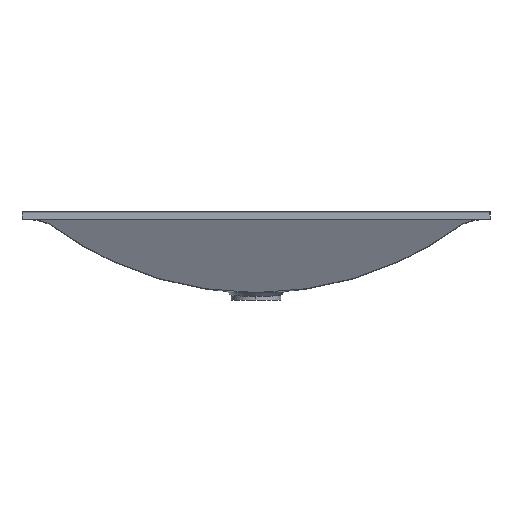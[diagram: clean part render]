
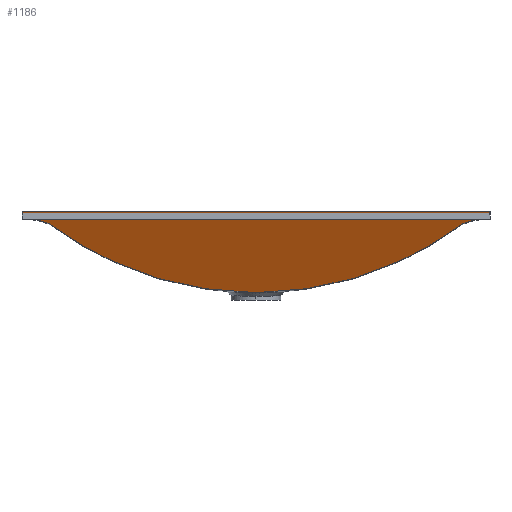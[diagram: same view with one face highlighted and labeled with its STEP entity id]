
A CAD part, top view. The second image highlights one B-rep face of the part: STEP entity #1186.
In plain terms, the highlighted planar face has unit normal (0, -0.447, 0.894).
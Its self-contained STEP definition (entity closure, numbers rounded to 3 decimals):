
#22 =( BOUNDED_CURVE ( )  B_SPLINE_CURVE ( 3, ( #2932, #39, #185, #111 ),
 .UNSPECIFIED., .F., .T. ) 
 B_SPLINE_CURVE_WITH_KNOTS ( ( 4, 4 ),
 ( 2.514, 3.142 ),
 .UNSPECIFIED. ) 
 CURVE ( )  GEOMETRIC_REPRESENTATION_ITEM ( )  RATIONAL_B_SPLINE_CURVE ( ( 1., 0.967, 0.967, 1. ) ) 
 REPRESENTATION_ITEM ( '' )  );
#39 = CARTESIAN_POINT ( 'NONE',  ( -270.879, -13.818, 181.771 ) ) ;
#70 = DIRECTION ( 'NONE',  ( 1., 0., 0. ) ) ;
#91 = EDGE_CURVE ( 'NONE', #2658, #1335, #22, .T. ) ;
#111 = CARTESIAN_POINT ( 'NONE',  ( -295., -10., 183.68 ) ) ;
#116 = EDGE_CURVE ( 'NONE', #682, #1418, #1398, .T. ) ;
#185 = CARTESIAN_POINT ( 'NONE',  ( -282.637, -10., 183.68 ) ) ;
#208 = VERTEX_POINT ( 'NONE', #405 ) ;
#246 = EDGE_CURVE ( 'NONE', #208, #2828, #3203, .T. ) ;
#337 = EDGE_CURVE ( 'NONE', #208, #1802, #3234, .T. ) ;
#405 = CARTESIAN_POINT ( 'NONE',  ( 305., 0., 188.68 ) ) ;
#522 = CARTESIAN_POINT ( 'NONE',  ( 260.875, -21.08, 178.14 ) ) ;
#563 = CARTESIAN_POINT ( 'NONE',  ( -97.607, -104.489, 136.436 ) ) ;
#618 = CARTESIAN_POINT ( 'NONE',  ( -4.818, -105., 136.18 ) ) ;
#654 = EDGE_CURVE ( 'NONE', #1793, #1335, #2166, .T. ) ;
#682 = VERTEX_POINT ( 'NONE', #1198 ) ;
#741 = CARTESIAN_POINT ( 'NONE',  ( -305., 0., 188.68 ) ) ;
#785 = CARTESIAN_POINT ( 'NONE',  ( -295., -10., 183.68 ) ) ;
#816 = CARTESIAN_POINT ( 'NONE',  ( -185.783, -75.59, 150.885 ) ) ;
#825 = CARTESIAN_POINT ( 'NONE',  ( -260.875, -21.08, 178.14 ) ) ;
#861 = ORIENTED_EDGE ( 'NONE', *, *, #2392, .T. ) ;
#992 = FACE_OUTER_BOUND ( 'NONE', #3048, .T. ) ;
#1052 = EDGE_CURVE ( 'NONE', #1418, #2658, #2578, .T. ) ;
#1093 = DIRECTION ( 'NONE',  ( 0., -0.894, -0.447 ) ) ;
#1100 = EDGE_CURVE ( 'NONE', #2137, #2576, #3185, .T. ) ;
#1106 = LINE ( 'NONE', #1788, #1252 ) ;
#1186 = ADVANCED_FACE ( 'NONE', ( #992 ), #3041, .F. ) ;
#1198 = CARTESIAN_POINT ( 'NONE',  ( 4.818, -105., 136.18 ) ) ;
#1235 = AXIS2_PLACEMENT_3D ( 'NONE', #3057, #3141, #3281 ) ;
#1237 = CARTESIAN_POINT ( 'NONE',  ( 295., -105., 136.18 ) ) ;
#1245 = DIRECTION ( 'NONE',  ( -1., 0., 0. ) ) ;
#1252 = VECTOR ( 'NONE', #1779, 1000. ) ;
#1289 = CARTESIAN_POINT ( 'NONE',  ( 305., 0., 188.68 ) ) ;
#1313 = ORIENTED_EDGE ( 'NONE', *, *, #91, .F. ) ;
#1335 = VERTEX_POINT ( 'NONE', #785 ) ;
#1398 = LINE ( 'NONE', #1237, #1564 ) ;
#1418 = VERTEX_POINT ( 'NONE', #3140 ) ;
#1516 = CARTESIAN_POINT ( 'NONE',  ( -260.875, -21.08, 178.14 ) ) ;
#1564 = VECTOR ( 'NONE', #1245, 1000. ) ;
#1648 = ORIENTED_EDGE ( 'NONE', *, *, #246, .T. ) ;
#1683 = CARTESIAN_POINT ( 'NONE',  ( -295., 0., 188.68 ) ) ;
#1779 = DIRECTION ( 'NONE',  ( 0., -0.894, -0.447 ) ) ;
#1788 = CARTESIAN_POINT ( 'NONE',  ( -305., 0., 188.68 ) ) ;
#1793 = VERTEX_POINT ( 'NONE', #3118 ) ;
#1802 = VERTEX_POINT ( 'NONE', #1867 ) ;
#1848 = ORIENTED_EDGE ( 'NONE', *, *, #116, .F. ) ;
#1867 = CARTESIAN_POINT ( 'NONE',  ( 305., -10., 183.68 ) ) ;
#1914 =( BOUNDED_CURVE ( )  B_SPLINE_CURVE ( 3, ( #2590, #2405, #2337, #2328 ),
 .UNSPECIFIED., .F., .F. ) 
 B_SPLINE_CURVE_WITH_KNOTS ( ( 4, 4 ),
 ( 0.006, 0.628 ),
 .UNSPECIFIED. ) 
 CURVE ( )  GEOMETRIC_REPRESENTATION_ITEM ( )  RATIONAL_B_SPLINE_CURVE ( ( 1., 0.968, 0.968, 1. ) ) 
 REPRESENTATION_ITEM ( '' )  );
#2022 = CARTESIAN_POINT ( 'NONE',  ( 260.875, -21.08, 178.14 ) ) ;
#2071 = CARTESIAN_POINT ( 'NONE',  ( 270.879, -13.818, 181.771 ) ) ;
#2087 = VECTOR ( 'NONE', #70, 1000. ) ;
#2094 = CARTESIAN_POINT ( 'NONE',  ( 282.637, -10., 183.68 ) ) ;
#2120 = CARTESIAN_POINT ( 'NONE',  ( 295., -10., 183.68 ) ) ;
#2137 = VERTEX_POINT ( 'NONE', #522 ) ;
#2140 = CARTESIAN_POINT ( 'NONE',  ( 295., -10., 183.68 ) ) ;
#2159 = VECTOR ( 'NONE', #3029, 1000. ) ;
#2166 = LINE ( 'NONE', #2972, #2087 ) ;
#2244 = ORIENTED_EDGE ( 'NONE', *, *, #337, .F. ) ;
#2277 = EDGE_CURVE ( 'NONE', #1802, #2576, #3037, .T. ) ;
#2328 = CARTESIAN_POINT ( 'NONE',  ( 260.875, -21.08, 178.14 ) ) ;
#2337 = CARTESIAN_POINT ( 'NONE',  ( 185.783, -75.59, 150.885 ) ) ;
#2392 = EDGE_CURVE ( 'NONE', #682, #2137, #1914, .T. ) ;
#2405 = CARTESIAN_POINT ( 'NONE',  ( 97.607, -104.489, 136.436 ) ) ;
#2576 = VERTEX_POINT ( 'NONE', #2140 ) ;
#2578 =( BOUNDED_CURVE ( )  B_SPLINE_CURVE ( 3, ( #618, #563, #816, #825 ),
 .UNSPECIFIED., .F., .T. ) 
 B_SPLINE_CURVE_WITH_KNOTS ( ( 4, 4 ),
 ( 0.006, 0.628 ),
 .UNSPECIFIED. ) 
 CURVE ( )  GEOMETRIC_REPRESENTATION_ITEM ( )  RATIONAL_B_SPLINE_CURVE ( ( 1., 0.968, 0.968, 1. ) ) 
 REPRESENTATION_ITEM ( '' )  );
#2590 = CARTESIAN_POINT ( 'NONE',  ( 4.818, -105., 136.18 ) ) ;
#2642 = EDGE_CURVE ( 'NONE', #2828, #1793, #1106, .T. ) ;
#2656 = ORIENTED_EDGE ( 'NONE', *, *, #1100, .T. ) ;
#2658 = VERTEX_POINT ( 'NONE', #1516 ) ;
#2706 = ORIENTED_EDGE ( 'NONE', *, *, #2642, .T. ) ;
#2820 = VECTOR ( 'NONE', #3186, 1000. ) ;
#2828 = VERTEX_POINT ( 'NONE', #741 ) ;
#2932 = CARTESIAN_POINT ( 'NONE',  ( -260.875, -21.08, 178.14 ) ) ;
#2972 = CARTESIAN_POINT ( 'NONE',  ( -305., -10., 183.68 ) ) ;
#3029 = DIRECTION ( 'NONE',  ( -1., 0., 0. ) ) ;
#3037 = LINE ( 'NONE', #3193, #2820 ) ;
#3041 = PLANE ( 'NONE',  #1235 ) ;
#3046 = VECTOR ( 'NONE', #1093, 1000. ) ;
#3048 = EDGE_LOOP ( 'NONE', ( #1848, #861, #2656, #3336, #2244, #1648, #2706, #3216, #1313, #3292 ) ) ;
#3057 = CARTESIAN_POINT ( 'NONE',  ( 295., -4.472, 186.444 ) ) ;
#3118 = CARTESIAN_POINT ( 'NONE',  ( -305., -10., 183.68 ) ) ;
#3140 = CARTESIAN_POINT ( 'NONE',  ( -4.818, -105., 136.18 ) ) ;
#3141 = DIRECTION ( 'NONE',  ( 0., 0.447, -0.894 ) ) ;
#3185 =( BOUNDED_CURVE ( )  B_SPLINE_CURVE ( 3, ( #2022, #2071, #2094, #2120 ),
 .UNSPECIFIED., .F., .T. ) 
 B_SPLINE_CURVE_WITH_KNOTS ( ( 4, 4 ),
 ( 2.514, 3.142 ),
 .UNSPECIFIED. ) 
 CURVE ( )  GEOMETRIC_REPRESENTATION_ITEM ( )  RATIONAL_B_SPLINE_CURVE ( ( 1., 0.967, 0.967, 1. ) ) 
 REPRESENTATION_ITEM ( '' )  );
#3186 = DIRECTION ( 'NONE',  ( -1., 0., 0. ) ) ;
#3193 = CARTESIAN_POINT ( 'NONE',  ( 305., -10., 183.68 ) ) ;
#3203 = LINE ( 'NONE', #1683, #2159 ) ;
#3216 = ORIENTED_EDGE ( 'NONE', *, *, #654, .T. ) ;
#3234 = LINE ( 'NONE', #1289, #3046 ) ;
#3281 = DIRECTION ( 'NONE',  ( 0., 0.894, 0.447 ) ) ;
#3292 = ORIENTED_EDGE ( 'NONE', *, *, #1052, .F. ) ;
#3336 = ORIENTED_EDGE ( 'NONE', *, *, #2277, .F. ) ;
